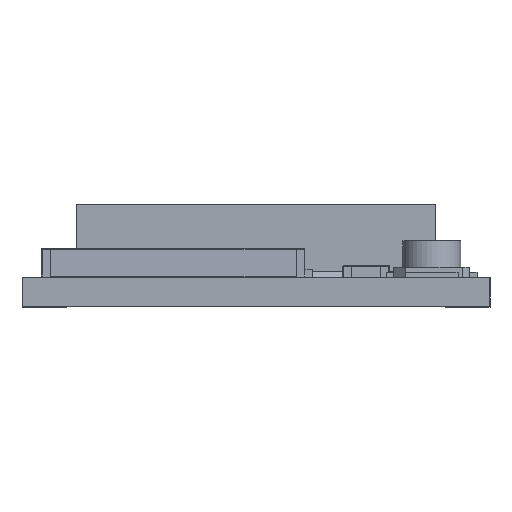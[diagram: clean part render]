
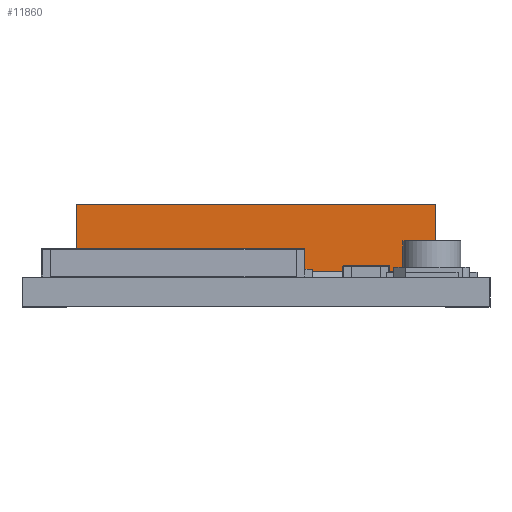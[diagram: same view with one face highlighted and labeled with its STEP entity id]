
A CAD part, left-side view. The second image highlights one B-rep face of the part: STEP entity #11860.
In plain terms, the highlighted planar face has unit normal (-1, 0, 0).
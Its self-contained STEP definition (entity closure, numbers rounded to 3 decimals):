
#686=PLANE('',#12481);
#1220=FACE_OUTER_BOUND('',#1857,.T.);
#1857=EDGE_LOOP('',(#9219,#9220,#9221,#9222));
#2528=LINE('',#17789,#3950);
#2806=LINE('',#18331,#4228);
#2812=LINE('',#18343,#4234);
#2813=LINE('',#18344,#4235);
#3950=VECTOR('',#13351,1.);
#4228=VECTOR('',#13741,1.);
#4234=VECTOR('',#13755,1.);
#4235=VECTOR('',#13756,1.);
#5551=VERTEX_POINT('',#17787);
#5552=VERTEX_POINT('',#17788);
#5759=VERTEX_POINT('',#18327);
#5760=VERTEX_POINT('',#18329);
#6775=EDGE_CURVE('',#5551,#5552,#2528,.T.);
#7053=EDGE_CURVE('',#5760,#5759,#2806,.T.);
#7059=EDGE_CURVE('',#5760,#5552,#2812,.T.);
#7060=EDGE_CURVE('',#5759,#5551,#2813,.T.);
#9219=ORIENTED_EDGE('',*,*,#7059,.T.);
#9220=ORIENTED_EDGE('',*,*,#6775,.F.);
#9221=ORIENTED_EDGE('',*,*,#7060,.F.);
#9222=ORIENTED_EDGE('',*,*,#7053,.F.);
#11860=ADVANCED_FACE('',(#1220),#686,.T.);
#12481=AXIS2_PLACEMENT_3D('',#18342,#13753,#13754);
#13351=DIRECTION('',(0.,-1.,0.));
#13741=DIRECTION('',(0.,1.,0.));
#13753=DIRECTION('center_axis',(-1.,0.,0.));
#13754=DIRECTION('ref_axis',(0.,-1.,0.));
#13755=DIRECTION('',(0.,0.,1.));
#13756=DIRECTION('',(0.,0.,1.));
#17787=CARTESIAN_POINT('',(-5.85,6.15,3.5));
#17788=CARTESIAN_POINT('',(-5.85,-6.15,3.5));
#17789=CARTESIAN_POINT('',(-5.85,0.,3.5));
#18327=CARTESIAN_POINT('',(-5.85,6.15,1.2));
#18329=CARTESIAN_POINT('',(-5.85,-6.15,1.2));
#18331=CARTESIAN_POINT('',(-5.85,0.,1.2));
#18342=CARTESIAN_POINT('Origin',(-5.85,6.15,1.));
#18343=CARTESIAN_POINT('',(-5.85,-6.15,2.35));
#18344=CARTESIAN_POINT('',(-5.85,6.15,2.35));
